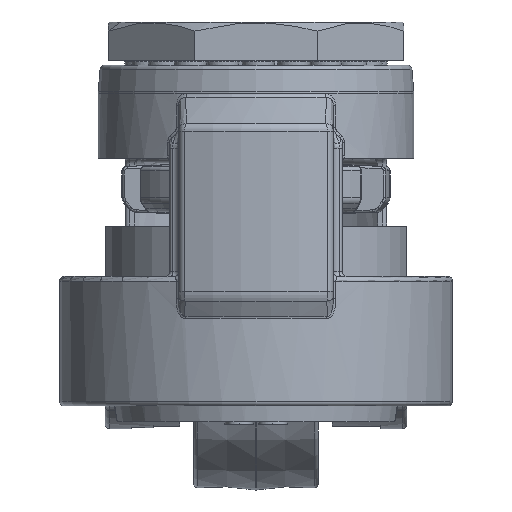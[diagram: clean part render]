
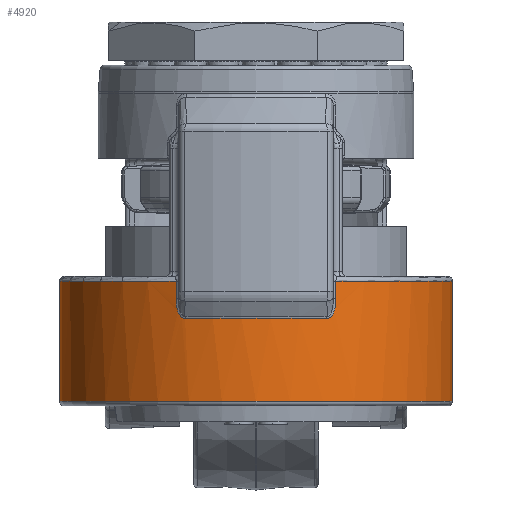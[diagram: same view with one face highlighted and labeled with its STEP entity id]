
A CAD part, front view. The second image highlights one B-rep face of the part: STEP entity #4920.
In plain terms, the highlighted cylindrical face has radius 43.25 mm (diameter 86.5 mm), a partial arc.
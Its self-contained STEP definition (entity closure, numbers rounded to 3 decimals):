
#68 = DIRECTION ( 'NONE',  ( 0., 0., 1. ) ) ;
#93 = VECTOR ( 'NONE', #15210, 1000. ) ;
#118 = CARTESIAN_POINT ( 'NONE',  ( 17.593, -39.51, 75. ) ) ;
#133 = CARTESIAN_POINT ( 'NONE',  ( 15.608, -40.335, 19.265 ) ) ;
#715 = CARTESIAN_POINT ( 'NONE',  ( -16.123, -40.132, 19.378 ) ) ;
#961 = CARTESIAN_POINT ( 'NONE',  ( -17.593, -39.51, 23.719 ) ) ;
#2734 = VERTEX_POINT ( 'NONE', #18934 ) ;
#3597 = CARTESIAN_POINT ( 'NONE',  ( 17.593, -39.51, 23.269 ) ) ;
#3675 = CIRCLE ( 'NONE', #31314, 43.25 ) ;
#3850 = CARTESIAN_POINT ( 'NONE',  ( 16.026, -40.171, 19.336 ) ) ;
#3976 = VECTOR ( 'NONE', #14779, 1000. ) ;
#4217 = CARTESIAN_POINT ( 'NONE',  ( -17.593, -39.51, 75. ) ) ;
#4424 = CARTESIAN_POINT ( 'NONE',  ( -15.715, -40.294, 19.265 ) ) ;
#4684 = CARTESIAN_POINT ( 'NONE',  ( -17.471, -39.564, 21.933 ) ) ;
#4852 = EDGE_CURVE ( 'NONE', #17794, #2734, #38113, .T. ) ;
#4859 = ORIENTED_EDGE ( 'NONE', *, *, #18914, .T. ) ;
#4920 = ADVANCED_FACE ( 'NONE', ( #31889 ), #46965, .T. ) ;
#5086 = EDGE_CURVE ( 'NONE', #16148, #40664, #33595, .T. ) ;
#5229 = EDGE_LOOP ( 'NONE', ( #46684, #4859, #27530, #25083, #15768, #9548, #16891, #18160, #48897, #13798 ) ) ;
#5345 = CARTESIAN_POINT ( 'NONE',  ( -43.25, 0., 27.5 ) ) ;
#5390 = DIRECTION ( 'NONE',  ( 0., 0., -1. ) ) ;
#6314 = EDGE_CURVE ( 'NONE', #40731, #17095, #21085, .T. ) ;
#7551 = CARTESIAN_POINT ( 'NONE',  ( 16.398, -40.021, 19.554 ) ) ;
#7923 = EDGE_CURVE ( 'NONE', #28468, #15125, #27868, .T. ) ;
#8382 = CARTESIAN_POINT ( 'NONE',  ( -17.125, -39.715, 20.636 ) ) ;
#9548 = ORIENTED_EDGE ( 'NONE', *, *, #29275, .T. ) ;
#10411 = AXIS2_PLACEMENT_3D ( 'NONE', #46086, #12202, #27255 ) ;
#11052 = VERTEX_POINT ( 'NONE', #27778 ) ;
#11268 = CARTESIAN_POINT ( 'NONE',  ( 16.831, -39.841, 20.043 ) ) ;
#11502 = DIRECTION ( 'NONE',  ( -1., 0., 0. ) ) ;
#12090 = CARTESIAN_POINT ( 'NONE',  ( -16.628, -39.926, 19.78 ) ) ;
#12202 = DIRECTION ( 'NONE',  ( 0., 0., -1. ) ) ;
#12688 = B_SPLINE_CURVE_WITH_KNOTS ( 'NONE', 3,
 ( #38324, #4424, #19511, #34613, #715, #15802, #30883, #45965, #12090, #27149, #42266, #8382, #23457, #38563, #4684, #19774, #34867, #961 ),
 .UNSPECIFIED., .F., .F.,
 ( 4, 2, 2, 2, 2, 2, 2, 2, 4 ),
 ( 0., 0., 0.001, 0.001, 0.001, 0.002, 0.003, 0.004, 0.005 ),
 .UNSPECIFIED. ) ;
#13078 = CARTESIAN_POINT ( 'NONE',  ( 0., 0., 75. ) ) ;
#13798 = ORIENTED_EDGE ( 'NONE', *, *, #42372, .T. ) ;
#14503 = CARTESIAN_POINT ( 'NONE',  ( 0., 0., 27.5 ) ) ;
#14779 = DIRECTION ( 'NONE',  ( 0., 0., -1. ) ) ;
#14981 = CARTESIAN_POINT ( 'NONE',  ( 17.206, -39.68, 20.86 ) ) ;
#15125 = VERTEX_POINT ( 'NONE', #27620 ) ;
#15155 = DIRECTION ( 'NONE',  ( 1., 0., 0. ) ) ;
#15210 = DIRECTION ( 'NONE',  ( 0., 0., -1. ) ) ;
#15768 = ORIENTED_EDGE ( 'NONE', *, *, #6314, .T. ) ;
#15802 = CARTESIAN_POINT ( 'NONE',  ( -16.308, -40.058, 19.486 ) ) ;
#16148 = VERTEX_POINT ( 'NONE', #34359 ) ;
#16570 = AXIS2_PLACEMENT_3D ( 'NONE', #13078, #28141, #43273 ) ;
#16891 = ORIENTED_EDGE ( 'NONE', *, *, #4852, .T. ) ;
#17095 = VERTEX_POINT ( 'NONE', #20861 ) ;
#17794 = VERTEX_POINT ( 'NONE', #48827 ) ;
#18160 = ORIENTED_EDGE ( 'NONE', *, *, #25211, .T. ) ;
#18414 = CIRCLE ( 'NONE', #46054, 43.25 ) ;
#18680 = CARTESIAN_POINT ( 'NONE',  ( 17.572, -39.52, 22.822 ) ) ;
#18914 = EDGE_CURVE ( 'NONE', #16148, #38010, #3675, .T. ) ;
#18934 = CARTESIAN_POINT ( 'NONE',  ( -17.593, -39.51, 27.5 ) ) ;
#18942 = CARTESIAN_POINT ( 'NONE',  ( 15.821, -40.253, 19.279 ) ) ;
#19301 = DIRECTION ( 'NONE',  ( 0., 0., 1. ) ) ;
#19511 = CARTESIAN_POINT ( 'NONE',  ( -15.82, -40.253, 19.279 ) ) ;
#19774 = CARTESIAN_POINT ( 'NONE',  ( -17.572, -39.52, 22.821 ) ) ;
#20742 = CARTESIAN_POINT ( 'NONE',  ( 17.593, -39.51, 27.5 ) ) ;
#20861 = CARTESIAN_POINT ( 'NONE',  ( -15.608, -40.335, 19.265 ) ) ;
#21085 = CIRCLE ( 'NONE', #48706, 43.25 ) ;
#22578 = CARTESIAN_POINT ( 'NONE',  ( 0., 0., 1. ) ) ;
#22640 = CARTESIAN_POINT ( 'NONE',  ( 16.311, -40.057, 19.487 ) ) ;
#23457 = CARTESIAN_POINT ( 'NONE',  ( -17.201, -39.682, 20.846 ) ) ;
#23746 = VECTOR ( 'NONE', #19301, 1000. ) ;
#25083 = ORIENTED_EDGE ( 'NONE', *, *, #45254, .T. ) ;
#25211 = EDGE_CURVE ( 'NONE', #2734, #28468, #31719, .T. ) ;
#26332 = CARTESIAN_POINT ( 'NONE',  ( 16.63, -39.925, 19.783 ) ) ;
#26389 = CARTESIAN_POINT ( 'NONE',  ( 43.25, 0., 1. ) ) ;
#27149 = CARTESIAN_POINT ( 'NONE',  ( -16.829, -39.842, 20.039 ) ) ;
#27255 = DIRECTION ( 'NONE',  ( -1., 0., 0. ) ) ;
#27530 = ORIENTED_EDGE ( 'NONE', *, *, #38299, .T. ) ;
#27620 = CARTESIAN_POINT ( 'NONE',  ( -43.25, 0., 1. ) ) ;
#27778 = CARTESIAN_POINT ( 'NONE',  ( 17.593, -39.51, 23.719 ) ) ;
#27868 = LINE ( 'NONE', #39260, #40921 ) ;
#28141 = DIRECTION ( 'NONE',  ( 0., 0., -1. ) ) ;
#28468 = VERTEX_POINT ( 'NONE', #5345 ) ;
#29275 = EDGE_CURVE ( 'NONE', #17095, #17794, #12688, .T. ) ;
#29556 = DIRECTION ( 'NONE',  ( 0., 0., -1. ) ) ;
#30044 = CARTESIAN_POINT ( 'NONE',  ( 17.129, -39.713, 20.646 ) ) ;
#30299 = CARTESIAN_POINT ( 'NONE',  ( 0., 0., 19.265 ) ) ;
#30883 = CARTESIAN_POINT ( 'NONE',  ( -16.395, -40.022, 19.551 ) ) ;
#31314 = AXIS2_PLACEMENT_3D ( 'NONE', #14503, #29556, #44659 ) ;
#31719 = CIRCLE ( 'NONE', #10411, 43.25 ) ;
#31889 = FACE_OUTER_BOUND ( 'NONE', #5229, .T. ) ;
#33595 = LINE ( 'NONE', #48660, #3976 ) ;
#33783 = CARTESIAN_POINT ( 'NONE',  ( 17.472, -39.564, 21.939 ) ) ;
#34024 = LINE ( 'NONE', #118, #93 ) ;
#34041 = CARTESIAN_POINT ( 'NONE',  ( 15.716, -40.294, 19.265 ) ) ;
#34359 = CARTESIAN_POINT ( 'NONE',  ( 43.25, 0., 27.5 ) ) ;
#34586 = CARTESIAN_POINT ( 'NONE',  ( 15.608, -40.335, 19.265 ) ) ;
#34613 = CARTESIAN_POINT ( 'NONE',  ( -16.024, -40.172, 19.335 ) ) ;
#34774 = B_SPLINE_CURVE_WITH_KNOTS ( 'NONE', 3,
 ( #37499, #3597, #18680, #33783, #48859, #14981, #30044, #45145, #11268, #26332, #41439, #7551, #22640, #37737, #3850, #18942, #34041, #133 ),
 .UNSPECIFIED., .F., .F.,
 ( 4, 2, 2, 2, 2, 2, 2, 2, 4 ),
 ( 0., 0.001, 0.003, 0.003, 0.004, 0.004, 0.005, 0.005, 0.005 ),
 .UNSPECIFIED. ) ;
#34867 = CARTESIAN_POINT ( 'NONE',  ( -17.593, -39.51, 23.268 ) ) ;
#37499 = CARTESIAN_POINT ( 'NONE',  ( 17.593, -39.51, 23.719 ) ) ;
#37737 = CARTESIAN_POINT ( 'NONE',  ( 16.126, -40.131, 19.379 ) ) ;
#38010 = VERTEX_POINT ( 'NONE', #20742 ) ;
#38113 = LINE ( 'NONE', #4217, #23746 ) ;
#38299 = EDGE_CURVE ( 'NONE', #38010, #11052, #34024, .T. ) ;
#38324 = CARTESIAN_POINT ( 'NONE',  ( -15.608, -40.335, 19.265 ) ) ;
#38563 = CARTESIAN_POINT ( 'NONE',  ( -17.393, -39.599, 21.492 ) ) ;
#39260 = CARTESIAN_POINT ( 'NONE',  ( -43.25, 0., 75. ) ) ;
#40664 = VERTEX_POINT ( 'NONE', #26389 ) ;
#40731 = VERTEX_POINT ( 'NONE', #34586 ) ;
#40921 = VECTOR ( 'NONE', #5390, 1000. ) ;
#41439 = CARTESIAN_POINT ( 'NONE',  ( 16.558, -39.955, 19.702 ) ) ;
#42266 = CARTESIAN_POINT ( 'NONE',  ( -16.94, -39.795, 20.234 ) ) ;
#42372 = EDGE_CURVE ( 'NONE', #15125, #40664, #18414, .T. ) ;
#43273 = DIRECTION ( 'NONE',  ( -1., 0., 0. ) ) ;
#44659 = DIRECTION ( 'NONE',  ( -1., 0., 0. ) ) ;
#45145 = CARTESIAN_POINT ( 'NONE',  ( 16.943, -39.793, 20.239 ) ) ;
#45254 = EDGE_CURVE ( 'NONE', #11052, #40731, #34774, .T. ) ;
#45383 = DIRECTION ( 'NONE',  ( 0., 0., -1. ) ) ;
#45965 = CARTESIAN_POINT ( 'NONE',  ( -16.555, -39.956, 19.699 ) ) ;
#46054 = AXIS2_PLACEMENT_3D ( 'NONE', #22578, #68, #15155 ) ;
#46086 = CARTESIAN_POINT ( 'NONE',  ( 0., 0., 27.5 ) ) ;
#46684 = ORIENTED_EDGE ( 'NONE', *, *, #5086, .F. ) ;
#46965 = CYLINDRICAL_SURFACE ( 'NONE', #16570, 43.25 ) ;
#48660 = CARTESIAN_POINT ( 'NONE',  ( 43.25, 0., 75. ) ) ;
#48706 = AXIS2_PLACEMENT_3D ( 'NONE', #30299, #45383, #11502 ) ;
#48827 = CARTESIAN_POINT ( 'NONE',  ( -17.593, -39.51, 23.719 ) ) ;
#48859 = CARTESIAN_POINT ( 'NONE',  ( 17.395, -39.598, 21.502 ) ) ;
#48897 = ORIENTED_EDGE ( 'NONE', *, *, #7923, .T. ) ;
